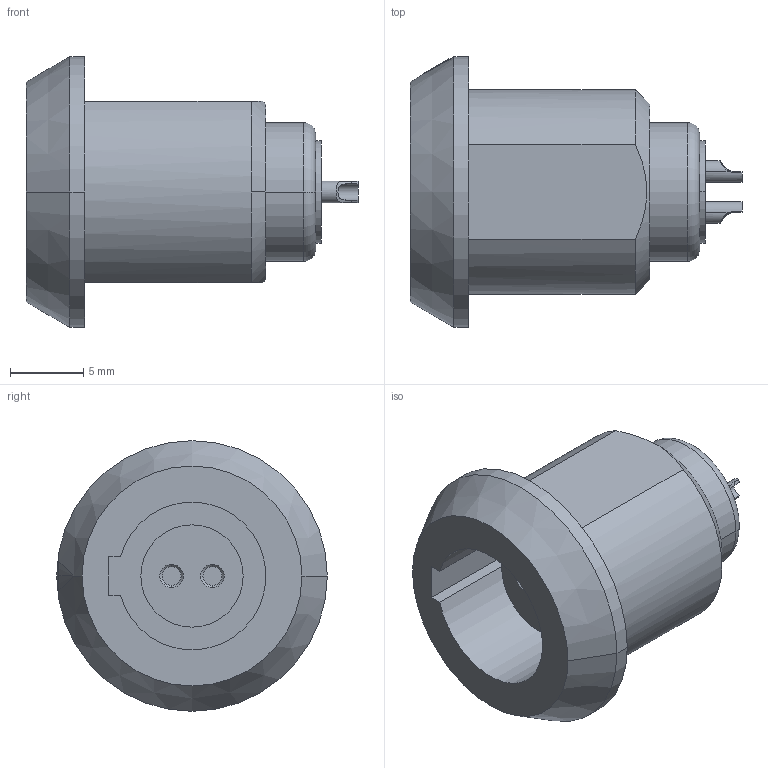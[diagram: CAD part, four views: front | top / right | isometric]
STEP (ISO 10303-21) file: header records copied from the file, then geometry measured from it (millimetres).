
FILE_DESCRIPTION((''),'2;1');
FILE_NAME('G11M0_-P02L','2023-09-11T10:17:49',('RTrager'),(''),'CREO PARAMETRIC BY PTC INC, 2022014','CREO PARAMETRIC BY PTC INC, 2022014','');
FILE_SCHEMA(('AUTOMOTIVE_DESIGN { 1 0 10303 214 1 1 1 1 }'));
Length unit declared in the file: millimetre
Products named in the file (1): G11M0_-P02L
Bounding box: 22.7 x 18.5 x 18.5 mm (x, y, z)
Volume: 2128.4 mm3; surface area: 2146.4 mm2
Topology: 1 solids, 1 shells, 71 faces, 167 edges, 106 vertices
Faces by surface type: cylinder 27, plane 26, cone 10, torus 4, bspline 4
Entity records: 5043 total; most frequent: CARTESIAN_POINT 713, PROPERTY_DEFINITION 409, REPRESENTATION 408, PROPERTY_DEFINITION_REPRESENTATION 408, DIRECTION 374, ORIENTED_EDGE 334, DESCRIPTIVE_REPRESENTATION_ITEM 214, GENERAL_PROPERTY 213
